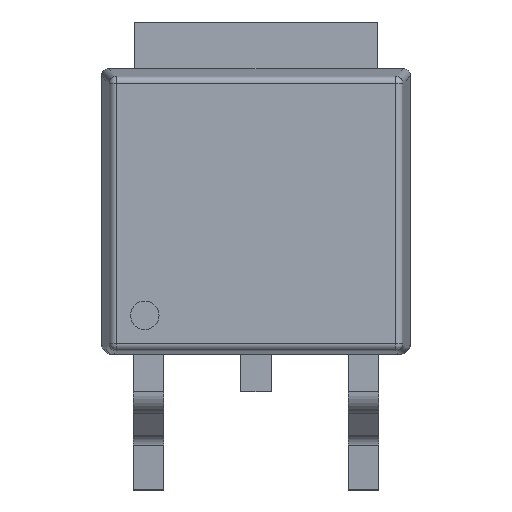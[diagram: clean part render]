
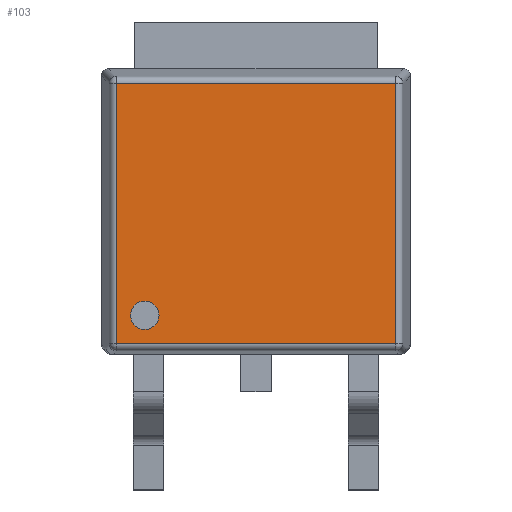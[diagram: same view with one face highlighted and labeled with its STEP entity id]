
A CAD part, top view. The second image highlights one B-rep face of the part: STEP entity #103.
In plain terms, the highlighted planar face has unit normal (0, 0, 1).
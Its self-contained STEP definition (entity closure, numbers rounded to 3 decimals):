
#28 = VECTOR ( 'NONE', #2666, 1000. ) ;
#103 = ADVANCED_FACE ( 'NONE', ( #1680, #2220 ), #1434, .T. ) ;
#104 = ORIENTED_EDGE ( 'NONE', *, *, #3187, .T. ) ;
#119 = DIRECTION ( 'NONE',  ( 0., 0., 1. ) ) ;
#361 = ORIENTED_EDGE ( 'NONE', *, *, #2661, .T. ) ;
#366 = LINE ( 'NONE', #2534, #2854 ) ;
#475 = EDGE_LOOP ( 'NONE', ( #1103, #941, #361, #104 ) ) ;
#508 = CARTESIAN_POINT ( 'NONE',  ( -2.986, -2.831, 1.1 ) ) ;
#562 = VERTEX_POINT ( 'NONE', #508 ) ;
#592 = CARTESIAN_POINT ( 'NONE',  ( -2.986, -2.966, 1.1 ) ) ;
#617 = CARTESIAN_POINT ( 'NONE',  ( -2.071, -2.221, 1.1 ) ) ;
#646 = CARTESIAN_POINT ( 'NONE',  ( 0., 0., 1.1 ) ) ;
#748 = VERTEX_POINT ( 'NONE', #1560 ) ;
#826 = CIRCLE ( 'NONE', #1975, 0.305 ) ;
#832 = LINE ( 'NONE', #592, #28 ) ;
#887 = EDGE_CURVE ( 'NONE', #562, #2384, #1426, .T. ) ;
#941 = ORIENTED_EDGE ( 'NONE', *, *, #887, .T. ) ;
#1103 = ORIENTED_EDGE ( 'NONE', *, *, #1732, .T. ) ;
#1145 = EDGE_LOOP ( 'NONE', ( #2016, #2595 ) ) ;
#1149 = DIRECTION ( 'NONE',  ( 0., 0., 1. ) ) ;
#1190 = EDGE_CURVE ( 'NONE', #2818, #2254, #826, .T. ) ;
#1280 = AXIS2_PLACEMENT_3D ( 'NONE', #1940, #119, #2975 ) ;
#1426 = LINE ( 'NONE', #2749, #1996 ) ;
#1434 = PLANE ( 'NONE',  #1801 ) ;
#1480 = DIRECTION ( 'NONE',  ( 0., 1., 0. ) ) ;
#1485 = CARTESIAN_POINT ( 'NONE',  ( 2.986, -2.831, 1.1 ) ) ;
#1509 = CARTESIAN_POINT ( 'NONE',  ( -2.681, -2.221, 1.1 ) ) ;
#1560 = CARTESIAN_POINT ( 'NONE',  ( -2.986, 2.736, 1.1 ) ) ;
#1680 = FACE_BOUND ( 'NONE', #1145, .T. ) ;
#1732 = EDGE_CURVE ( 'NONE', #748, #562, #832, .T. ) ;
#1801 = AXIS2_PLACEMENT_3D ( 'NONE', #646, #2505, #3260 ) ;
#1919 = LINE ( 'NONE', #2143, #2308 ) ;
#1940 = CARTESIAN_POINT ( 'NONE',  ( -2.376, -2.221, 1.1 ) ) ;
#1965 = CARTESIAN_POINT ( 'NONE',  ( -2.376, -2.221, 1.1 ) ) ;
#1975 = AXIS2_PLACEMENT_3D ( 'NONE', #1965, #1149, #2204 ) ;
#1996 = VECTOR ( 'NONE', #3267, 1000. ) ;
#2016 = ORIENTED_EDGE ( 'NONE', *, *, #2283, .F. ) ;
#2126 = DIRECTION ( 'NONE',  ( -1., 0., 0. ) ) ;
#2129 = CARTESIAN_POINT ( 'NONE',  ( 2.986, 2.736, 1.1 ) ) ;
#2143 = CARTESIAN_POINT ( 'NONE',  ( -3.121, 2.736, 1.1 ) ) ;
#2160 = CIRCLE ( 'NONE', #1280, 0.305 ) ;
#2204 = DIRECTION ( 'NONE',  ( 1., 0., 0. ) ) ;
#2220 = FACE_OUTER_BOUND ( 'NONE', #475, .T. ) ;
#2254 = VERTEX_POINT ( 'NONE', #617 ) ;
#2283 = EDGE_CURVE ( 'NONE', #2254, #2818, #2160, .T. ) ;
#2308 = VECTOR ( 'NONE', #2126, 1000. ) ;
#2384 = VERTEX_POINT ( 'NONE', #1485 ) ;
#2505 = DIRECTION ( 'NONE',  ( 0., 0., 1. ) ) ;
#2534 = CARTESIAN_POINT ( 'NONE',  ( 2.986, 2.871, 1.1 ) ) ;
#2595 = ORIENTED_EDGE ( 'NONE', *, *, #1190, .F. ) ;
#2661 = EDGE_CURVE ( 'NONE', #2384, #2869, #366, .T. ) ;
#2666 = DIRECTION ( 'NONE',  ( 0., -1., 0. ) ) ;
#2749 = CARTESIAN_POINT ( 'NONE',  ( 3.121, -2.831, 1.1 ) ) ;
#2818 = VERTEX_POINT ( 'NONE', #1509 ) ;
#2854 = VECTOR ( 'NONE', #1480, 1000. ) ;
#2869 = VERTEX_POINT ( 'NONE', #2129 ) ;
#2975 = DIRECTION ( 'NONE',  ( 1., 0., 0. ) ) ;
#3187 = EDGE_CURVE ( 'NONE', #2869, #748, #1919, .T. ) ;
#3260 = DIRECTION ( 'NONE',  ( 1., 0., 0. ) ) ;
#3267 = DIRECTION ( 'NONE',  ( 1., 0., 0. ) ) ;
